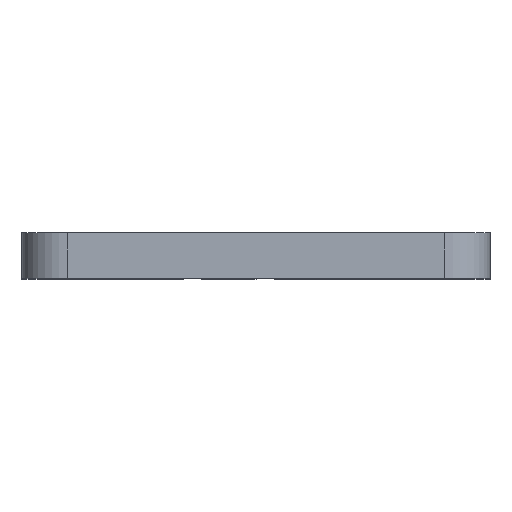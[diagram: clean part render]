
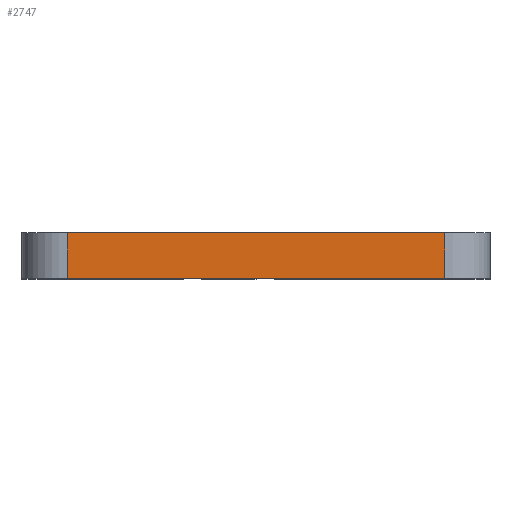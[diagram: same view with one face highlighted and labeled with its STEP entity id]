
A CAD part, top view. The second image highlights one B-rep face of the part: STEP entity #2747.
In plain terms, the highlighted planar face has unit normal (0, 0, 1).
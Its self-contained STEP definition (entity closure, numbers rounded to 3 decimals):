
#112=DIRECTION('',(1.,0.,0.));
#113=VECTOR('',#112,20.8);
#114=CARTESIAN_POINT('',(-10.4,0.,14.4));
#115=LINE('',#114,#113);
#355=DIRECTION('',(1.,0.,0.));
#356=VECTOR('',#355,20.8);
#357=CARTESIAN_POINT('',(-10.4,2.5,14.4));
#358=LINE('',#357,#356);
#744=DIRECTION('',(0.,-1.,0.));
#745=VECTOR('',#744,2.5);
#746=CARTESIAN_POINT('',(-10.4,2.5,14.4));
#747=LINE('',#746,#745);
#748=DIRECTION('',(0.,-1.,0.));
#749=VECTOR('',#748,2.5);
#750=CARTESIAN_POINT('',(10.4,2.5,14.4));
#751=LINE('',#750,#749);
#1642=CARTESIAN_POINT('',(-10.4,0.,14.4));
#1644=VERTEX_POINT('',#1642);
#1648=CARTESIAN_POINT('',(-10.4,2.5,14.4));
#1649=VERTEX_POINT('',#1648);
#1651=CARTESIAN_POINT('',(10.4,0.,14.4));
#1653=VERTEX_POINT('',#1651);
#1654=CARTESIAN_POINT('',(10.4,2.5,14.4));
#1655=VERTEX_POINT('',#1654);
#2735=CARTESIAN_POINT('',(-12.9,0.,14.4));
#2736=DIRECTION('',(0.,0.,1.));
#2737=DIRECTION('',(1.,0.,0.));
#2738=AXIS2_PLACEMENT_3D('',#2735,#2736,#2737);
#2739=PLANE('',#2738);
#2740=ORIENTED_EDGE('',*,*,#2730,.F.);
#2741=ORIENTED_EDGE('',*,*,#2495,.T.);
#2743=ORIENTED_EDGE('',*,*,#2742,.T.);
#2744=ORIENTED_EDGE('',*,*,#2213,.F.);
#2745=EDGE_LOOP('',(#2740,#2741,#2743,#2744));
#2746=FACE_OUTER_BOUND('',#2745,.F.);
#2747=ADVANCED_FACE('',(#2746),#2739,.T.);
#2213=EDGE_CURVE('',#1644,#1653,#115,.T.);
#2495=EDGE_CURVE('',#1649,#1655,#358,.T.);
#2730=EDGE_CURVE('',#1649,#1644,#747,.T.);
#2742=EDGE_CURVE('',#1655,#1653,#751,.T.);
